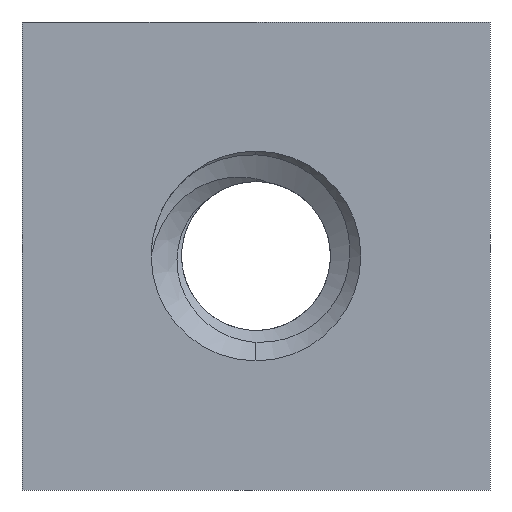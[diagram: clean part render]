
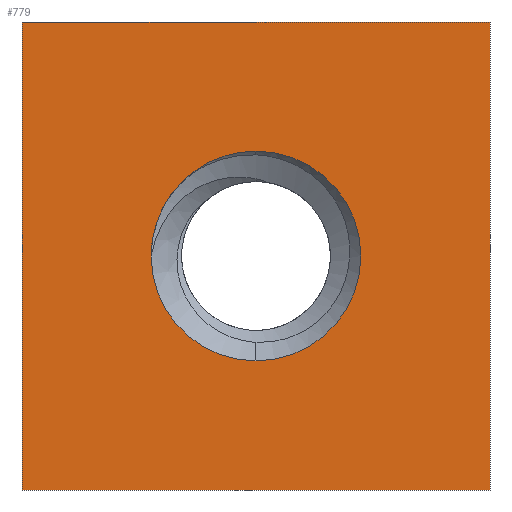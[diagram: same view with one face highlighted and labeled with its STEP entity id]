
A CAD part, front view. The second image highlights one B-rep face of the part: STEP entity #779.
In plain terms, the highlighted planar face has unit normal (0, -1, 0).
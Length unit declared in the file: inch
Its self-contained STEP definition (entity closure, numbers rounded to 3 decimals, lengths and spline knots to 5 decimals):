
#42 = EDGE_LOOP ( 'NONE', ( #260, #261, #262, #263 ) ) ;
#106 = CARTESIAN_POINT ( 'NONE',  ( 0.125, -0.04688, 0.125 ) ) ;
#115 = CARTESIAN_POINT ( 'NONE',  ( -0.125, -0.04688, -0.125 ) ) ;
#123 = CARTESIAN_POINT ( 'NONE',  ( 0.125, -0.04688, -0.125 ) ) ;
#126 = CARTESIAN_POINT ( 'NONE',  ( -0.125, -0.04688, 0.125 ) ) ;
#256 = ORIENTED_EDGE ( 'NONE', *, *, #787, .F. ) ;
#257 = ORIENTED_EDGE ( 'NONE', *, *, #790, .F. ) ;
#258 = ORIENTED_EDGE ( 'NONE', *, *, #789, .F. ) ;
#259 = ORIENTED_EDGE ( 'NONE', *, *, #762, .F. ) ;
#260 = ORIENTED_EDGE ( 'NONE', *, *, #453, .T. ) ;
#261 = ORIENTED_EDGE ( 'NONE', *, *, #455, .T. ) ;
#262 = ORIENTED_EDGE ( 'NONE', *, *, #450, .T. ) ;
#263 = ORIENTED_EDGE ( 'NONE', *, *, #440, .T. ) ;
#362 = CIRCLE ( 'NONE', #378, 0.056 ) ;
#373 = AXIS2_PLACEMENT_3D ( 'NONE', #848, #859, #860 ) ;
#374 = AXIS2_PLACEMENT_3D ( 'NONE', #870, #879, #880 ) ;
#375 = AXIS2_PLACEMENT_3D ( 'NONE', #1294, #1295, #1296 ) ;
#378 = AXIS2_PLACEMENT_3D ( 'NONE', #873, #874, #875 ) ;
#421 = CIRCLE ( 'NONE', #375, 0.056 ) ;
#430 = CIRCLE ( 'NONE', #373, 0.056 ) ;
#440 = EDGE_CURVE ( 'NONE', #722, #727, #421, .T. ) ;
#450 = EDGE_CURVE ( 'NONE', #729, #722, #430, .T. ) ;
#453 = EDGE_CURVE ( 'NONE', #727, #732, #362, .T. ) ;
#455 = EDGE_CURVE ( 'NONE', #732, #729, #887, .T. ) ;
#468 = CARTESIAN_POINT ( 'NONE',  ( -0.125, -0.04688, 0.125 ) ) ;
#469 = DIRECTION ( 'NONE',  ( 1., 0., 0. ) ) ;
#500 = DIRECTION ( 'NONE',  ( 0., 0., 1. ) ) ;
#559 = AXIS2_PLACEMENT_3D ( 'NONE', #1231, #1236, #500 ) ;
#702 = CARTESIAN_POINT ( 'NONE',  ( -0.056, -0.04688, 0. ) ) ;
#703 = CARTESIAN_POINT ( 'NONE',  ( 0., -0.04688, 0.056 ) ) ;
#711 = CARTESIAN_POINT ( 'NONE',  ( -0.03924, -0.04688, 0.03996 ) ) ;
#713 = CARTESIAN_POINT ( 'NONE',  ( 0., -0.04688, -0.056 ) ) ;
#722 = VERTEX_POINT ( 'NONE', #702 ) ;
#727 = VERTEX_POINT ( 'NONE', #711 ) ;
#729 = VERTEX_POINT ( 'NONE', #713 ) ;
#732 = VERTEX_POINT ( 'NONE', #703 ) ;
#750 = EDGE_LOOP ( 'NONE', ( #256, #257, #258, #259 ) ) ;
#762 = EDGE_CURVE ( 'NONE', #1286, #1270, #896, .T. ) ;
#779 = ADVANCED_FACE ( 'NONE', ( #1343, #1349 ), #1230, .F. ) ;
#787 = EDGE_CURVE ( 'NONE', #1292, #1286, #1362, .T. ) ;
#789 = EDGE_CURVE ( 'NONE', #1270, #1281, #1365, .T. ) ;
#790 = EDGE_CURVE ( 'NONE', #1281, #1292, #1367, .T. ) ;
#848 = CARTESIAN_POINT ( 'NONE',  ( 0., -0.04688, 0. ) ) ;
#859 = DIRECTION ( 'NONE',  ( 0., 1., 0. ) ) ;
#860 = DIRECTION ( 'NONE',  ( 0., 0., 1. ) ) ;
#870 = CARTESIAN_POINT ( 'NONE',  ( 0., -0.04688, 0. ) ) ;
#873 = CARTESIAN_POINT ( 'NONE',  ( 0., -0.04688, 0. ) ) ;
#874 = DIRECTION ( 'NONE',  ( 0., 1., 0. ) ) ;
#875 = DIRECTION ( 'NONE',  ( 0., 0., 1. ) ) ;
#879 = DIRECTION ( 'NONE',  ( 0., 1., 0. ) ) ;
#880 = DIRECTION ( 'NONE',  ( 0., 0., 1. ) ) ;
#887 = CIRCLE ( 'NONE', #374, 0.056 ) ;
#896 = LINE ( 'NONE', #468, #898 ) ;
#898 = VECTOR ( 'NONE', #469, 39.37008 ) ;
#1079 = CARTESIAN_POINT ( 'NONE',  ( -0.125, -0.04688, -0.125 ) ) ;
#1080 = DIRECTION ( 'NONE',  ( 0., 0., 1. ) ) ;
#1083 = CARTESIAN_POINT ( 'NONE',  ( 0.125, -0.04688, -0.125 ) ) ;
#1084 = DIRECTION ( 'NONE',  ( 0., 0., -1. ) ) ;
#1085 = CARTESIAN_POINT ( 'NONE',  ( -0.125, -0.04688, -0.125 ) ) ;
#1086 = DIRECTION ( 'NONE',  ( -1., 0., 0. ) ) ;
#1230 = PLANE ( 'NONE',  #559 ) ;
#1231 = CARTESIAN_POINT ( 'NONE',  ( -0.125, -0.04688, 0.125 ) ) ;
#1236 = DIRECTION ( 'NONE',  ( 0., 1., 0. ) ) ;
#1270 = VERTEX_POINT ( 'NONE', #106 ) ;
#1281 = VERTEX_POINT ( 'NONE', #123 ) ;
#1286 = VERTEX_POINT ( 'NONE', #126 ) ;
#1292 = VERTEX_POINT ( 'NONE', #115 ) ;
#1294 = CARTESIAN_POINT ( 'NONE',  ( 0., -0.04688, 0. ) ) ;
#1295 = DIRECTION ( 'NONE',  ( 0., 1., 0. ) ) ;
#1296 = DIRECTION ( 'NONE',  ( 0., 0., 1. ) ) ;
#1343 = FACE_OUTER_BOUND ( 'NONE', #750, .T. ) ;
#1349 = FACE_BOUND ( 'NONE', #42, .T. ) ;
#1362 = LINE ( 'NONE', #1079, #1363 ) ;
#1363 = VECTOR ( 'NONE', #1080, 39.37008 ) ;
#1365 = LINE ( 'NONE', #1083, #1366 ) ;
#1366 = VECTOR ( 'NONE', #1084, 39.37008 ) ;
#1367 = LINE ( 'NONE', #1085, #1368 ) ;
#1368 = VECTOR ( 'NONE', #1086, 39.37008 ) ;
